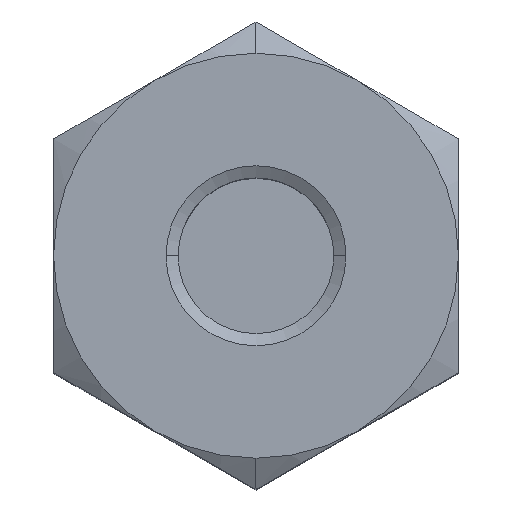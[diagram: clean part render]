
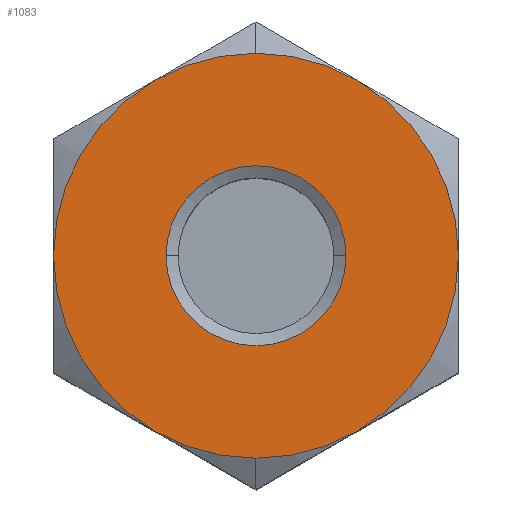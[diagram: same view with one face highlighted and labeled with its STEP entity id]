
A CAD part, top view. The second image highlights one B-rep face of the part: STEP entity #1083.
In plain terms, the highlighted planar face has unit normal (0, 0, 1).
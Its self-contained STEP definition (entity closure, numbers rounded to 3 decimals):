
#401=VERTEX_POINT('',#1141);
#531=VERTEX_POINT('',#1285);
#581=VERTEX_POINT('',#1337);
#601=VERTEX_POINT('',#1359);
#603=EDGE_CURVE('',#649,#967,#1361,.T.);
#649=VERTEX_POINT('',#1417);
#655=EDGE_CURVE('',#1047,#531,#1423,.T.);
#657=VERTEX_POINT('',#1425);
#665=VERTEX_POINT('',#1433);
#701=EDGE_CURVE('',#601,#955,#1474,.T.);
#823=EDGE_CURVE('',#531,#581,#1607,.T.);
#865=EDGE_CURVE('',#657,#649,#1651,.T.);
#955=VERTEX_POINT('',#1757);
#967=VERTEX_POINT('',#1770);
#979=EDGE_CURVE('',#967,#665,#1784,.T.);
#985=EDGE_CURVE('',#581,#401,#1791,.T.);
#991=EDGE_CURVE('',#401,#657,#1797,.T.);
#1027=EDGE_CURVE('',#665,#1047,#1839,.T.);
#1047=VERTEX_POINT('',#1861);
#1083=ADVANCED_FACE('',(#1900,#1901),#1902,.T.);
#1107=EDGE_CURVE('',#955,#601,#1928,.T.);
#1141=CARTESIAN_POINT('',(-9.,-15.588,0.));
#1285=CARTESIAN_POINT('',(9.,-15.588,0.));
#1337=CARTESIAN_POINT('',(0.,-18.0,0.));
#1359=CARTESIAN_POINT('',(-8.,0.,0.));
#1361=CIRCLE('',#2372,18.0);
#1417=CARTESIAN_POINT('',(-9.,15.588,0.));
#1423=CIRCLE('',#2464,18.0);
#1425=CARTESIAN_POINT('',(-18.0,0.,0.));
#1433=CARTESIAN_POINT('',(9.,15.588,0.));
#1474=CIRCLE('',#2536,8.);
#1607=CIRCLE('',#2805,18.0);
#1651=CIRCLE('',#2900,18.0);
#1757=CARTESIAN_POINT('',(8.,0.,0.));
#1770=CARTESIAN_POINT('',(0.,18.0,0.));
#1784=CIRCLE('',#3164,18.0);
#1791=CIRCLE('',#3182,18.0);
#1797=CIRCLE('',#3190,18.0);
#1839=CIRCLE('',#3262,18.0);
#1861=CARTESIAN_POINT('',(18.0,0.,0.));
#1900=FACE_BOUND('',#3372,.T.);
#1901=FACE_OUTER_BOUND('',#3373,.T.);
#1902=PLANE('',#3374);
#1928=CIRCLE('',#3420,8.);
#2372=AXIS2_PLACEMENT_3D('',#3651,#3652,#3653);
#2464=AXIS2_PLACEMENT_3D('',#3741,#3742,#3743);
#2536=AXIS2_PLACEMENT_3D('',#3810,#3811,#3812);
#2805=AXIS2_PLACEMENT_3D('',#3946,#3947,#3948);
#2900=AXIS2_PLACEMENT_3D('',#3981,#3982,#3983);
#3164=AXIS2_PLACEMENT_3D('',#4160,#4161,#4162);
#3182=AXIS2_PLACEMENT_3D('',#4172,#4173,#4174);
#3190=AXIS2_PLACEMENT_3D('',#4178,#4179,#4180);
#3262=AXIS2_PLACEMENT_3D('',#4237,#4238,#4239);
#3372=EDGE_LOOP('',(#4291,#4292));
#3373=EDGE_LOOP('',(#4293,#4294,#4295,#4296,#4297,#4298,#4299,#4300));
#3374=AXIS2_PLACEMENT_3D('',#4301,#4302,#4303);
#3420=AXIS2_PLACEMENT_3D('',#4339,#4340,#4341);
#3651=CARTESIAN_POINT('',(0.,0.,0.));
#3652=DIRECTION('',(0.,0.,-1.0));
#3653=DIRECTION('',(0.,1.0,0.));
#3741=CARTESIAN_POINT('',(0.,0.,0.));
#3742=DIRECTION('',(0.,0.,-1.0));
#3743=DIRECTION('',(0.,1.0,0.));
#3810=CARTESIAN_POINT('',(0.,0.,0.));
#3811=DIRECTION('',(0.,0.,-1.0));
#3812=DIRECTION('',(-1.0,0.,0.));
#3946=CARTESIAN_POINT('',(0.,0.,0.));
#3947=DIRECTION('',(0.,0.,-1.0));
#3948=DIRECTION('',(0.,1.0,0.));
#3981=CARTESIAN_POINT('',(0.,0.,0.));
#3982=DIRECTION('',(0.,0.,-1.0));
#3983=DIRECTION('',(0.,1.0,0.));
#4160=CARTESIAN_POINT('',(0.,0.,0.));
#4161=DIRECTION('',(0.,0.,-1.0));
#4162=DIRECTION('',(0.,1.0,0.));
#4172=CARTESIAN_POINT('',(0.,0.,0.));
#4173=DIRECTION('',(0.,0.,-1.0));
#4174=DIRECTION('',(0.,1.0,0.));
#4178=CARTESIAN_POINT('',(0.,0.,0.));
#4179=DIRECTION('',(0.,0.,-1.0));
#4180=DIRECTION('',(0.,1.0,0.));
#4237=CARTESIAN_POINT('',(0.,0.,0.));
#4238=DIRECTION('',(0.,0.,-1.0));
#4239=DIRECTION('',(0.,1.0,0.));
#4291=ORIENTED_EDGE('',*,*,#701,.T.);
#4292=ORIENTED_EDGE('',*,*,#1107,.T.);
#4293=ORIENTED_EDGE('',*,*,#603,.F.);
#4294=ORIENTED_EDGE('',*,*,#865,.F.);
#4295=ORIENTED_EDGE('',*,*,#991,.F.);
#4296=ORIENTED_EDGE('',*,*,#985,.F.);
#4297=ORIENTED_EDGE('',*,*,#823,.F.);
#4298=ORIENTED_EDGE('',*,*,#655,.F.);
#4299=ORIENTED_EDGE('',*,*,#1027,.F.);
#4300=ORIENTED_EDGE('',*,*,#979,.F.);
#4301=CARTESIAN_POINT('',(0.,12.46,0.));
#4302=DIRECTION('',(0.,0.,1.0));
#4303=DIRECTION('',(0.,1.0,0.));
#4339=CARTESIAN_POINT('',(0.,0.,0.));
#4340=DIRECTION('',(0.,0.,-1.0));
#4341=DIRECTION('',(-1.0,0.,0.));
